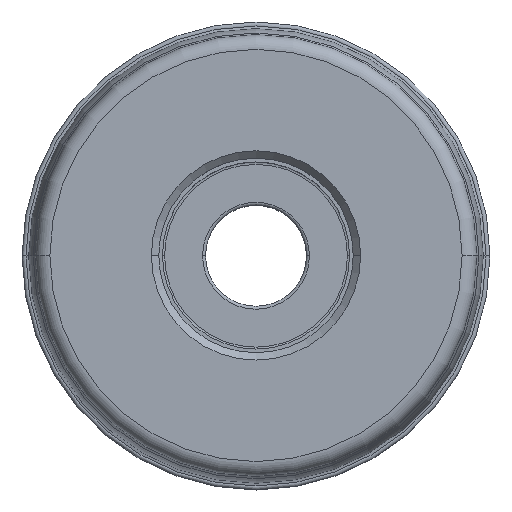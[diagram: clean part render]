
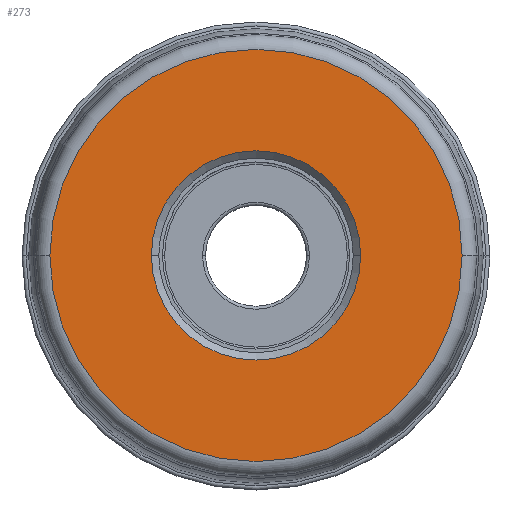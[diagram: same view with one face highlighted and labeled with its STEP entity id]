
A CAD part, top view. The second image highlights one B-rep face of the part: STEP entity #273.
In plain terms, the highlighted planar face has unit normal (0, 0, 1).
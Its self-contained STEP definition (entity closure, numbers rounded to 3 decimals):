
#273=ADVANCED_FACE('',(#314,#315),#304,.F.);
#304=PLANE('',#1877);
#314=FACE_BOUND('',#388,.T.);
#315=FACE_BOUND('',#389,.T.);
#388=EDGE_LOOP('',(#738,#739,#740,#741));
#389=EDGE_LOOP('',(#742,#743));
#738=ORIENTED_EDGE('',*,*,#1170,.T.);
#739=ORIENTED_EDGE('',*,*,#1175,.T.);
#740=ORIENTED_EDGE('',*,*,#1174,.F.);
#741=ORIENTED_EDGE('',*,*,#1171,.T.);
#742=ORIENTED_EDGE('',*,*,#1176,.T.);
#743=ORIENTED_EDGE('',*,*,#1177,.T.);
#970=VERTEX_POINT('',#2928);
#971=VERTEX_POINT('',#2929);
#972=VERTEX_POINT('',#2931);
#973=VERTEX_POINT('',#2936);
#974=VERTEX_POINT('',#2940);
#975=VERTEX_POINT('',#2941);
#1170=EDGE_CURVE('',#970,#971,#1381,.T.);
#1171=EDGE_CURVE('',#972,#970,#1382,.T.);
#1174=EDGE_CURVE('',#972,#973,#1385,.T.);
#1175=EDGE_CURVE('',#971,#973,#1386,.T.);
#1176=EDGE_CURVE('',#974,#975,#1387,.T.);
#1177=EDGE_CURVE('',#975,#974,#1388,.T.);
#1381=CIRCLE('',#1867,27.972);
#1382=CIRCLE('',#1868,27.972);
#1385=CIRCLE('',#1872,27.972);
#1386=CIRCLE('',#1873,27.972);
#1387=CIRCLE('',#1875,14.2);
#1388=CIRCLE('',#1876,14.2);
#1867=AXIS2_PLACEMENT_3D('',#2927,#2403,#2404);
#1868=AXIS2_PLACEMENT_3D('',#2930,#2405,#2406);
#1872=AXIS2_PLACEMENT_3D('',#2935,#2413,#2414);
#1873=AXIS2_PLACEMENT_3D('',#2937,#2415,#2416);
#1875=AXIS2_PLACEMENT_3D('',#2939,#2419,#2420);
#1876=AXIS2_PLACEMENT_3D('',#2942,#2421,#2422);
#1877=AXIS2_PLACEMENT_3D('',#2943,#2423,#2424);
#2403=DIRECTION('',(0.,0.,1.));
#2404=DIRECTION('',(-1.,-0.001,0.));
#2405=DIRECTION('',(0.,0.,1.));
#2406=DIRECTION('',(-1.,0.,0.));
#2413=DIRECTION('',(0.,0.,-1.));
#2414=DIRECTION('',(1.,0.001,0.));
#2415=DIRECTION('',(0.,0.,1.));
#2416=DIRECTION('',(1.,0.001,0.));
#2419=DIRECTION('',(0.,0.,-1.));
#2420=DIRECTION('',(-1.,0.,0.));
#2421=DIRECTION('',(0.,0.,-1.));
#2422=DIRECTION('',(1.,0.,0.));
#2423=DIRECTION('',(0.,0.,-1.));
#2424=DIRECTION('',(1.,0.,0.));
#2927=CARTESIAN_POINT('',(0.,0.,0.));
#2928=CARTESIAN_POINT('',(-27.972,-0.015,0.));
#2929=CARTESIAN_POINT('',(27.972,0.,0.));
#2930=CARTESIAN_POINT('',(0.,0.,0.));
#2931=CARTESIAN_POINT('',(-27.972,0.,0.));
#2935=CARTESIAN_POINT('',(0.,0.,0.));
#2936=CARTESIAN_POINT('',(27.972,0.015,0.));
#2937=CARTESIAN_POINT('',(0.,0.,0.));
#2939=CARTESIAN_POINT('',(0.,0.,0.));
#2940=CARTESIAN_POINT('',(-14.2,0.,0.));
#2941=CARTESIAN_POINT('',(14.2,0.,0.));
#2942=CARTESIAN_POINT('',(0.,0.,0.));
#2943=CARTESIAN_POINT('',(0.,0.,0.));
